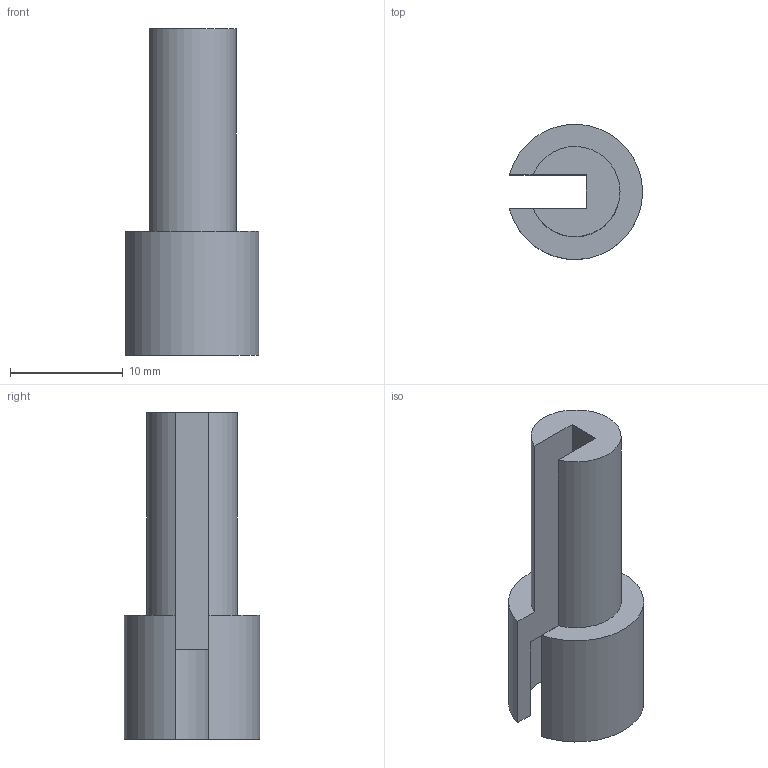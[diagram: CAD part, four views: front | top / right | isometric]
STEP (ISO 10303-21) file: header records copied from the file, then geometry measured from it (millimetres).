
FILE_DESCRIPTION((''),'2;1');
FILE_NAME('HWCADJ9-CABLE-ADJUSTER','2023-10-11T17:12:19',('ccha425'),('Department of Mechanical Engineering, The University of Auckland'),'CREO PARAMETRIC BY PTC INC, 2017260','CREO PARAMETRIC BY PTC INC, 2017260','');
FILE_SCHEMA(('CONFIG_CONTROL_DESIGN'));
Length unit declared in the file: millimetre
Products named in the file (1): HWCADJ9-CABLE-ADJUSTER
Bounding box: 11.81 x 11.99 x 29 mm (x, y, z)
Volume: 1276.1 mm3; surface area: 1463.1 mm2
Topology: 1 solids, 1 shells, 10 faces, 24 edges, 16 vertices
Faces by surface type: plane 7, cylinder 3
Entity records: 332 total; most frequent: DIRECTION 50, CARTESIAN_POINT 50, ORIENTED_EDGE 48, EDGE_CURVE 24, VECTOR 18, LINE 18, AXIS2_PLACEMENT_3D 16, VERTEX_POINT 16
